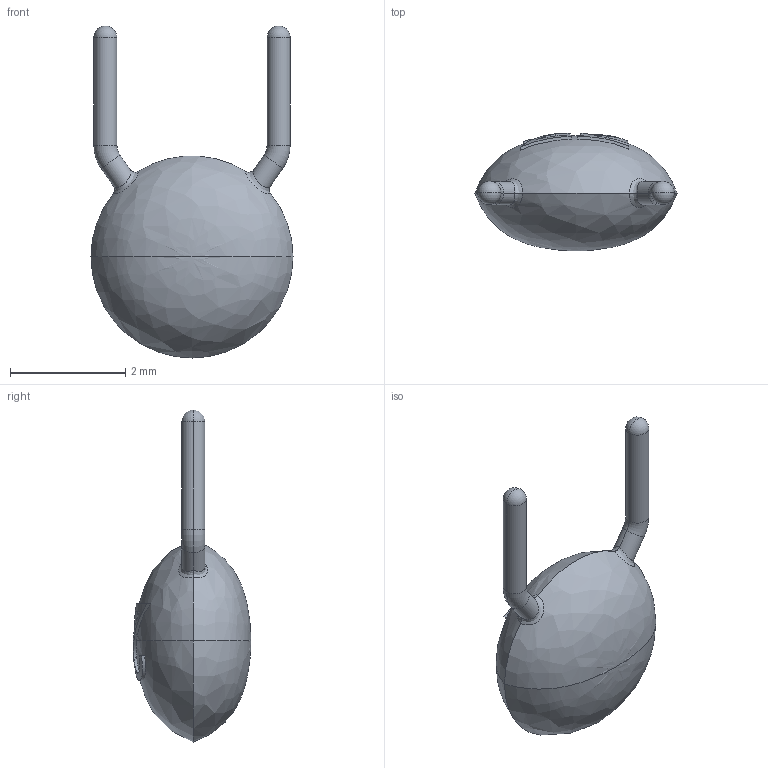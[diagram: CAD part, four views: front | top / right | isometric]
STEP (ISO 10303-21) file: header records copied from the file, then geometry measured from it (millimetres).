
FILE_DESCRIPTION (( 'STEP AP214' ), '1' );
FILE_NAME ('C22_D_3.5mm_P3mm.STEP', '2018-08-12T04:33:55', ( '' ), ( '' ), 'SwSTEP 2.0', 'SolidWorks 2018', '' );
FILE_SCHEMA (( 'AUTOMOTIVE_DESIGN' ));
Length unit declared in the file: millimetre
Products named in the file (1): C22_D_3.5mm_P3mm
Bounding box: 3.5 x 2.04 x 5.75 mm (x, y, z)
Volume: 12.9 mm3; surface area: 34.6 mm2
Topology: 1 solids, 1 shells, 52 faces, 144 edges, 86 vertices
Faces by surface type: bspline 24, plane 12, cylinder 8, torus 4, sphere 4
Entity records: 2815 total; most frequent: CARTESIAN_POINT 1440, ORIENTED_EDGE 264, DIRECTION 138, EDGE_CURVE 132, VERTEX_POINT 82, B_SPLINE_CURVE_WITH_KNOTS 76, AXIS2_PLACEMENT_3D 53, ADVANCED_FACE 52
